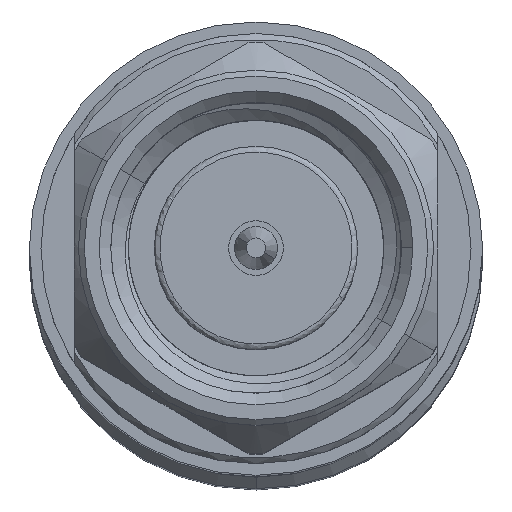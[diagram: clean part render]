
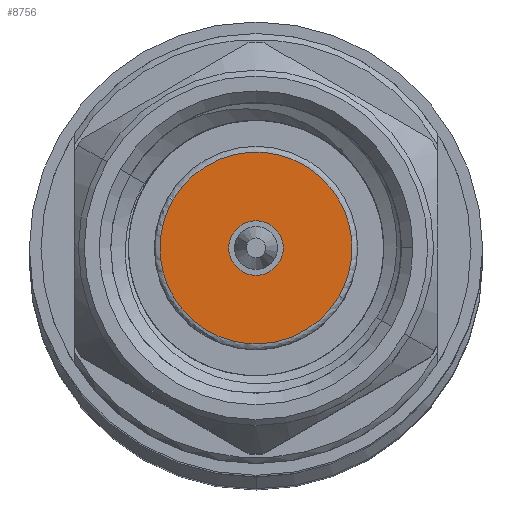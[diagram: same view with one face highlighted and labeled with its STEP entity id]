
A CAD part, top view. The second image highlights one B-rep face of the part: STEP entity #8756.
In plain terms, the highlighted face is planar.
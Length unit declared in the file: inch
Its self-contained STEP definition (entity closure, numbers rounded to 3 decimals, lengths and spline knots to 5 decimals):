
#413 = CARTESIAN_POINT ( 'NONE',  ( 0.1, 0.01175, -0.02035 ) ) ;
#809 = AXIS2_PLACEMENT_3D ( 'NONE', #6196, #10416, #4660 ) ;
#819 = FACE_OUTER_BOUND ( 'NONE', #5743, .T. ) ;
#1259 = CARTESIAN_POINT ( 'NONE',  ( 0.1, -0.10164, -0.15395 ) ) ;
#1282 = VERTEX_POINT ( 'NONE', #1971 ) ;
#1402 = AXIS2_PLACEMENT_3D ( 'NONE', #1480, #4809, #8240 ) ;
#1480 = CARTESIAN_POINT ( 'NONE',  ( 0.1, 0., 0. ) ) ;
#1971 = CARTESIAN_POINT ( 'NONE',  ( 0.1, 0.04125, -0.07145 ) ) ;
#2618 = EDGE_CURVE ( 'NONE', #7623, #1282, #4742, .T. ) ;
#2991 = VERTEX_POINT ( 'NONE', #413 ) ;
#3206 = ORIENTED_EDGE ( 'NONE', *, *, #10710, .F. ) ;
#3487 = CARTESIAN_POINT ( 'NONE',  ( 0.1, 0.04125, -0.07145 ) ) ;
#3833 = CARTESIAN_POINT ( 'NONE',  ( 0.1, -0.18414, -0.01105 ) ) ;
#4277 =( BOUNDED_CURVE ( )  B_SPLINE_CURVE ( 3, ( #3487, #6738, #7608, #9951 ),
 .UNSPECIFIED., .F., .F. ) 
 B_SPLINE_CURVE_WITH_KNOTS ( ( 4, 4 ),
 ( 0., 1. ),
 .UNSPECIFIED. ) 
 CURVE ( )  GEOMETRIC_REPRESENTATION_ITEM ( )  RATIONAL_B_SPLINE_CURVE ( ( 1., 0.333, 0.333, 1. ) ) 
 REPRESENTATION_ITEM ( '' )  );
#4477 = CIRCLE ( 'NONE', #809, 0.0235 ) ;
#4660 = DIRECTION ( 'NONE',  ( 0., 0.5, -0.866 ) ) ;
#4742 =( BOUNDED_CURVE ( )  B_SPLINE_CURVE ( 3, ( #10294, #3833, #1259, #10507 ),
 .UNSPECIFIED., .F., .F. ) 
 B_SPLINE_CURVE_WITH_KNOTS ( ( 4, 4 ),
 ( 0., 1. ),
 .UNSPECIFIED. ) 
 CURVE ( )  GEOMETRIC_REPRESENTATION_ITEM ( )  RATIONAL_B_SPLINE_CURVE ( ( 1., 0.333, 0.333, 1. ) ) 
 REPRESENTATION_ITEM ( '' )  );
#4809 = DIRECTION ( 'NONE',  ( 1., 0., 0. ) ) ;
#4860 = PLANE ( 'NONE',  #1402 ) ;
#5595 = CIRCLE ( 'NONE', #6615, 0.0235 ) ;
#5743 = EDGE_LOOP ( 'NONE', ( #3206, #6257 ) ) ;
#6098 = CARTESIAN_POINT ( 'NONE',  ( 0.1, 0., 0. ) ) ;
#6196 = CARTESIAN_POINT ( 'NONE',  ( 0.1, 0., 0. ) ) ;
#6200 = VERTEX_POINT ( 'NONE', #7117 ) ;
#6257 = ORIENTED_EDGE ( 'NONE', *, *, #2618, .F. ) ;
#6615 = AXIS2_PLACEMENT_3D ( 'NONE', #6098, #10218, #9573 ) ;
#6738 = CARTESIAN_POINT ( 'NONE',  ( 0.1, 0.18414, 0.01105 ) ) ;
#7117 = CARTESIAN_POINT ( 'NONE',  ( 0.1, -0.01175, 0.02035 ) ) ;
#7293 = EDGE_CURVE ( 'NONE', #6200, #2991, #4477, .T. ) ;
#7517 = ORIENTED_EDGE ( 'NONE', *, *, #7293, .F. ) ;
#7608 = CARTESIAN_POINT ( 'NONE',  ( 0.1, 0.10164, 0.15395 ) ) ;
#7623 = VERTEX_POINT ( 'NONE', #9777 ) ;
#8240 = DIRECTION ( 'NONE',  ( 0., 0.5, -0.866 ) ) ;
#8756 = ADVANCED_FACE ( 'NONE', ( #8759, #819 ), #4860, .F. ) ;
#8759 = FACE_BOUND ( 'NONE', #9074, .T. ) ;
#9074 = EDGE_LOOP ( 'NONE', ( #10004, #7517 ) ) ;
#9573 = DIRECTION ( 'NONE',  ( 0., 0.5, -0.866 ) ) ;
#9607 = EDGE_CURVE ( 'NONE', #2991, #6200, #5595, .T. ) ;
#9777 = CARTESIAN_POINT ( 'NONE',  ( 0.1, -0.04125, 0.07145 ) ) ;
#9951 = CARTESIAN_POINT ( 'NONE',  ( 0.1, -0.04125, 0.07145 ) ) ;
#10004 = ORIENTED_EDGE ( 'NONE', *, *, #9607, .F. ) ;
#10218 = DIRECTION ( 'NONE',  ( -1., 0., 0. ) ) ;
#10294 = CARTESIAN_POINT ( 'NONE',  ( 0.1, -0.04125, 0.07145 ) ) ;
#10416 = DIRECTION ( 'NONE',  ( -1., 0., 0. ) ) ;
#10507 = CARTESIAN_POINT ( 'NONE',  ( 0.1, 0.04125, -0.07145 ) ) ;
#10710 = EDGE_CURVE ( 'NONE', #1282, #7623, #4277, .T. ) ;
